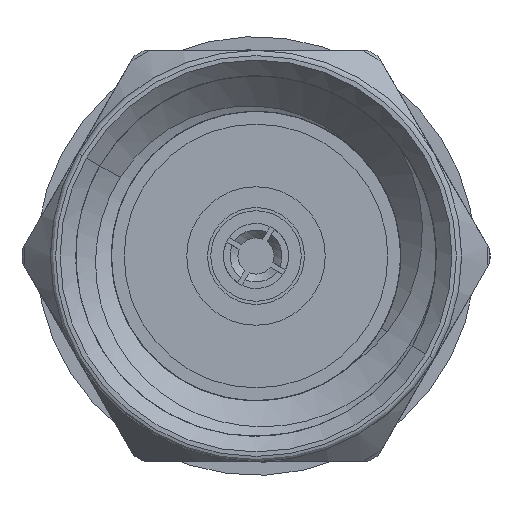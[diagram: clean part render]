
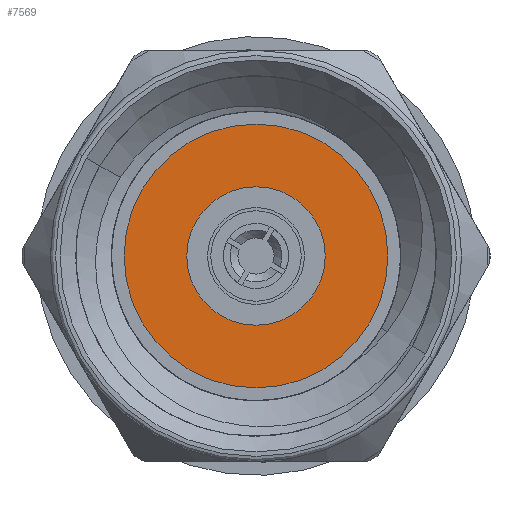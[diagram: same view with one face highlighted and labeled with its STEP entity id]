
A CAD part, left-side view. The second image highlights one B-rep face of the part: STEP entity #7569.
In plain terms, the highlighted planar face has unit normal (-1, 0, 0).
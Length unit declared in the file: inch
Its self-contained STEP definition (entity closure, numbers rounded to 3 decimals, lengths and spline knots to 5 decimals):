
#29 = DIRECTION ( 'NONE',  ( 0., 0.5, 0.866 ) ) ;
#175 = DIRECTION ( 'NONE',  ( 1., 0., 0. ) ) ;
#194 = VERTEX_POINT ( 'NONE', #7043 ) ;
#1007 = AXIS2_PLACEMENT_3D ( 'NONE', #1488, #6728, #6777 ) ;
#1248 = CIRCLE ( 'NONE', #2167, 0.0265 ) ;
#1488 = CARTESIAN_POINT ( 'NONE',  ( 0.20011, 0., 0. ) ) ;
#1865 = VERTEX_POINT ( 'NONE', #3071 ) ;
#2078 = CIRCLE ( 'NONE', #7081, 0.0505 ) ;
#2167 = AXIS2_PLACEMENT_3D ( 'NONE', #8102, #4380, #3690 ) ;
#2306 = CARTESIAN_POINT ( 'NONE',  ( 0.20011, 0., 0. ) ) ;
#2467 = EDGE_CURVE ( 'NONE', #194, #1865, #1248, .T. ) ;
#2542 = DIRECTION ( 'NONE',  ( -1., 0., 0. ) ) ;
#2996 = DIRECTION ( 'NONE',  ( -1., 0., 0. ) ) ;
#3071 = CARTESIAN_POINT ( 'NONE',  ( 0.20011, -0.01325, -0.02295 ) ) ;
#3419 = CIRCLE ( 'NONE', #3585, 0.0265 ) ;
#3585 = AXIS2_PLACEMENT_3D ( 'NONE', #6270, #2542, #5542 ) ;
#3690 = DIRECTION ( 'NONE',  ( 0., 0.5, 0.866 ) ) ;
#3818 = FACE_BOUND ( 'NONE', #9470, .T. ) ;
#3866 = PLANE ( 'NONE',  #5818 ) ;
#4180 = EDGE_CURVE ( 'NONE', #1865, #194, #3419, .T. ) ;
#4380 = DIRECTION ( 'NONE',  ( -1., 0., 0. ) ) ;
#5542 = DIRECTION ( 'NONE',  ( 0., 0.5, 0.866 ) ) ;
#5818 = AXIS2_PLACEMENT_3D ( 'NONE', #6862, #175, #8889 ) ;
#6270 = CARTESIAN_POINT ( 'NONE',  ( 0.20011, 0., 0. ) ) ;
#6506 = CARTESIAN_POINT ( 'NONE',  ( 0.20011, -0.02525, -0.04373 ) ) ;
#6728 = DIRECTION ( 'NONE',  ( -1., 0., 0. ) ) ;
#6772 = CIRCLE ( 'NONE', #1007, 0.0505 ) ;
#6777 = DIRECTION ( 'NONE',  ( 0., 0.5, 0.866 ) ) ;
#6813 = FACE_OUTER_BOUND ( 'NONE', #9395, .T. ) ;
#6862 = CARTESIAN_POINT ( 'NONE',  ( 0.20011, 0.04373, -0.02525 ) ) ;
#7043 = CARTESIAN_POINT ( 'NONE',  ( 0.20011, 0.01325, 0.02295 ) ) ;
#7081 = AXIS2_PLACEMENT_3D ( 'NONE', #2306, #2996, #29 ) ;
#7250 = VERTEX_POINT ( 'NONE', #9307 ) ;
#7310 = ORIENTED_EDGE ( 'NONE', *, *, #9098, .T. ) ;
#7569 = ADVANCED_FACE ( 'NONE', ( #3818, #6813 ), #3866, .F. ) ;
#8102 = CARTESIAN_POINT ( 'NONE',  ( 0.20011, 0., 0. ) ) ;
#8584 = VERTEX_POINT ( 'NONE', #6506 ) ;
#8755 = ORIENTED_EDGE ( 'NONE', *, *, #4180, .F. ) ;
#8889 = DIRECTION ( 'NONE',  ( 0., -0.5, -0.866 ) ) ;
#9094 = EDGE_CURVE ( 'NONE', #7250, #8584, #2078, .T. ) ;
#9098 = EDGE_CURVE ( 'NONE', #8584, #7250, #6772, .T. ) ;
#9307 = CARTESIAN_POINT ( 'NONE',  ( 0.20011, 0.02525, 0.04373 ) ) ;
#9395 = EDGE_LOOP ( 'NONE', ( #9446, #7310 ) ) ;
#9412 = ORIENTED_EDGE ( 'NONE', *, *, #2467, .F. ) ;
#9446 = ORIENTED_EDGE ( 'NONE', *, *, #9094, .T. ) ;
#9470 = EDGE_LOOP ( 'NONE', ( #9412, #8755 ) ) ;
